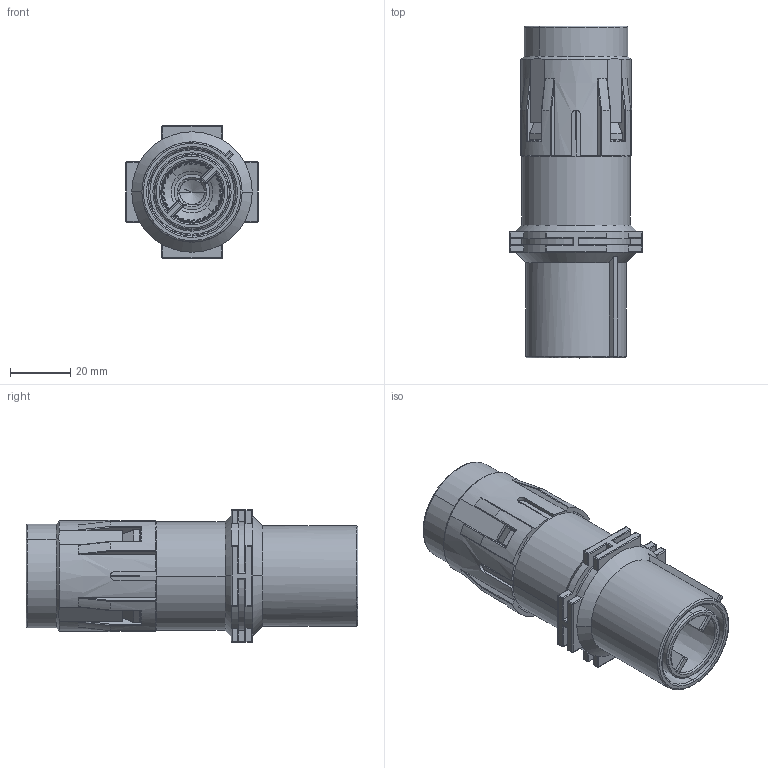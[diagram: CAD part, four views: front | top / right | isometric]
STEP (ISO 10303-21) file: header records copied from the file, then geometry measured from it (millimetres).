
FILE_DESCRIPTION((''),'2;1');
FILE_NAME('ASM0006_ASM','2020-09-23T',('lian.chen'),(''),'PRO/ENGINEER BY PARAMETRIC TECHNOLOGY CORPORATION, 2012480','PRO/ENGINEER BY PARAMETRIC TECHNOLOGY CORPORATION, 2012480','');
FILE_SCHEMA(('AUTOMOTIVE_DESIGN { 1 0 10303 214 1 1 1 1 }'));
Length unit declared in the file: millimetre
Products named in the file (3): PRT0069; PRT0067; ASM0006_ASM
Assembly tree (2 placements, depth 2):
  ASM0006_ASM
    PRT0069
    PRT0067
Bounding box: 44 x 110.2 x 44 mm (x, y, z)
Volume: 67703.7 mm3; surface area: 53811 mm2
Topology: 3 solids, 5 shells, 2738 faces, 7440 edges, 4618 vertices
Faces by surface type: bspline 1725, cylinder 373, plane 325, cone 192, extrusion 64, torus 35, sphere 24
Entity records: 181007 total; most frequent: CARTESIAN_POINT 109922, ORIENTED_EDGE 14816, EDGE_CURVE 7412, DIRECTION 5767, VERTEX_POINT 4618, B_SPLINE_CURVE_WITH_KNOTS 4574, EDGE_LOOP 2760, FACE_OUTER_BOUND 2738
